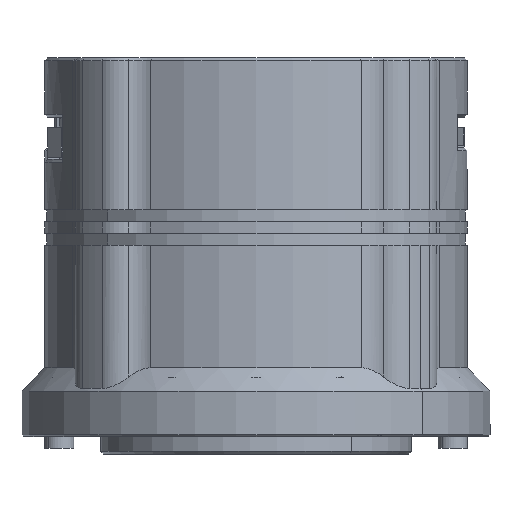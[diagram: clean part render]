
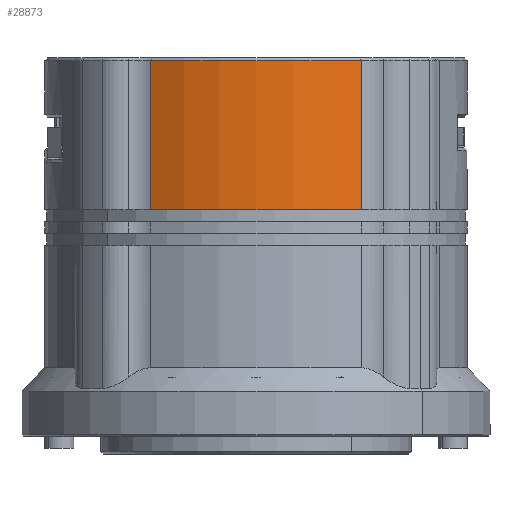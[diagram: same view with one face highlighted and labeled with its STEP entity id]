
A CAD part, left-side view. The second image highlights one B-rep face of the part: STEP entity #28873.
In plain terms, the highlighted cylindrical face has radius 36 mm (diameter 72 mm), a partial arc.
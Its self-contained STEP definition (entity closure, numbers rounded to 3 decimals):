
#2892 = DIRECTION ( 'NONE',  ( 0., -1., 0. ) ) ;
#3821 = DIRECTION ( 'NONE',  ( 0., 0., 1. ) ) ;
#5521 = AXIS2_PLACEMENT_3D ( 'NONE', #30942, #13841, #13648 ) ;
#6267 = VERTEX_POINT ( 'NONE', #23357 ) ;
#6557 = ORIENTED_EDGE ( 'NONE', *, *, #36983, .F. ) ;
#9232 = CIRCLE ( 'NONE', #10468, 36. ) ;
#10468 = AXIS2_PLACEMENT_3D ( 'NONE', #16509, #22643, #34375 ) ;
#10747 = VERTEX_POINT ( 'NONE', #37243 ) ;
#13594 = EDGE_CURVE ( 'NONE', #24477, #6267, #20672, .T. ) ;
#13648 = DIRECTION ( 'NONE',  ( 0.707, -0.707, 0. ) ) ;
#13841 = DIRECTION ( 'NONE',  ( 0., 0., -1. ) ) ;
#16509 = CARTESIAN_POINT ( 'NONE',  ( 0., 0., -25.9 ) ) ;
#17368 = CARTESIAN_POINT ( 'NONE',  ( -31.177, -18., -25.9 ) ) ;
#17481 = ORIENTED_EDGE ( 'NONE', *, *, #30774, .T. ) ;
#19398 = CARTESIAN_POINT ( 'NONE',  ( -31.177, 18., -0.5 ) ) ;
#19801 = CIRCLE ( 'NONE', #33317, 36. ) ;
#20672 = LINE ( 'NONE', #29736, #23562 ) ;
#22277 = FACE_OUTER_BOUND ( 'NONE', #33051, .T. ) ;
#22643 = DIRECTION ( 'NONE',  ( 0., 0., 1. ) ) ;
#23357 = CARTESIAN_POINT ( 'NONE',  ( -31.177, -18., -0.5 ) ) ;
#23408 = CARTESIAN_POINT ( 'NONE',  ( 0., 0., -0.5 ) ) ;
#23562 = VECTOR ( 'NONE', #3821, 1000. ) ;
#24049 = EDGE_CURVE ( 'NONE', #6267, #32690, #19801, .T. ) ;
#24477 = VERTEX_POINT ( 'NONE', #17368 ) ;
#25480 = ORIENTED_EDGE ( 'NONE', *, *, #13594, .T. ) ;
#25625 = LINE ( 'NONE', #25826, #27837 ) ;
#25826 = CARTESIAN_POINT ( 'NONE',  ( -31.177, 18., -14.1 ) ) ;
#27837 = VECTOR ( 'NONE', #37340, 1000. ) ;
#27859 = CYLINDRICAL_SURFACE ( 'NONE', #5521, 36. ) ;
#28873 = ADVANCED_FACE ( 'NONE', ( #22277 ), #27859, .T. ) ;
#29736 = CARTESIAN_POINT ( 'NONE',  ( -31.177, -18., -14.1 ) ) ;
#29885 = ORIENTED_EDGE ( 'NONE', *, *, #24049, .T. ) ;
#30774 = EDGE_CURVE ( 'NONE', #10747, #24477, #9232, .T. ) ;
#30942 = CARTESIAN_POINT ( 'NONE',  ( 0., 0., -17.9 ) ) ;
#32690 = VERTEX_POINT ( 'NONE', #19398 ) ;
#33051 = EDGE_LOOP ( 'NONE', ( #17481, #25480, #29885, #6557 ) ) ;
#33317 = AXIS2_PLACEMENT_3D ( 'NONE', #23408, #34376, #2892 ) ;
#34375 = DIRECTION ( 'NONE',  ( -0.707, 0.707, 0. ) ) ;
#34376 = DIRECTION ( 'NONE',  ( 0., 0., -1. ) ) ;
#36983 = EDGE_CURVE ( 'NONE', #10747, #32690, #25625, .T. ) ;
#37243 = CARTESIAN_POINT ( 'NONE',  ( -31.177, 18., -25.9 ) ) ;
#37340 = DIRECTION ( 'NONE',  ( 0., 0., 1. ) ) ;
